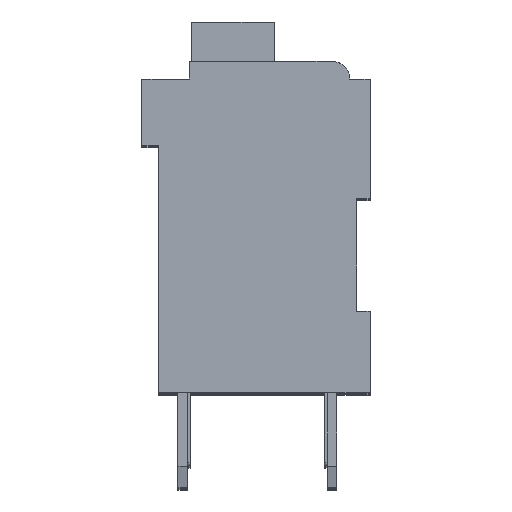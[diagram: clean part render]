
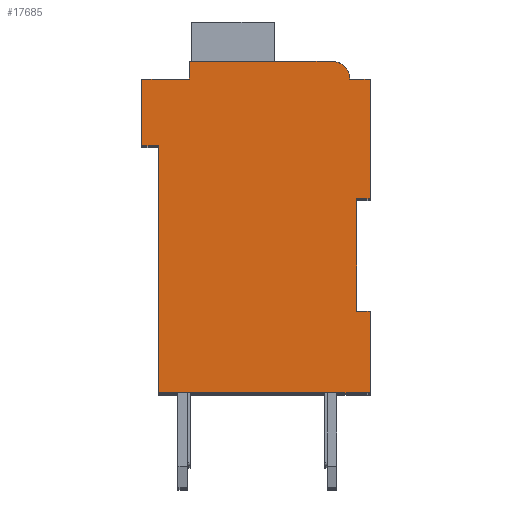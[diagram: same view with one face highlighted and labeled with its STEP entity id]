
A CAD part, top view. The second image highlights one B-rep face of the part: STEP entity #17685.
In plain terms, the highlighted planar face has unit normal (0, 0, 1).
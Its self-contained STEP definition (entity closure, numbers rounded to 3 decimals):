
#1818=DIRECTION('',(1.,0.,0.));
#1819=VECTOR('',#1818,0.5);
#1820=CARTESIAN_POINT('',(7.3,7.15,2.1));
#1821=LINE('',#1820,#1819);
#1822=DIRECTION('',(0.,1.,0.));
#1823=VECTOR('',#1822,4.15);
#1824=CARTESIAN_POINT('',(7.3,3.,2.1));
#1825=LINE('',#1824,#1823);
#1826=DIRECTION('',(-1.,0.,0.));
#1827=VECTOR('',#1826,0.5);
#1828=CARTESIAN_POINT('',(7.8,3.,2.1));
#1829=LINE('',#1828,#1827);
#1830=DIRECTION('',(0.,1.,0.));
#1831=VECTOR('',#1830,3.);
#1832=CARTESIAN_POINT('',(7.8,0.,2.1));
#1833=LINE('',#1832,#1831);
#1834=DIRECTION('',(1.,0.,0.));
#1835=VECTOR('',#1834,7.8);
#1836=CARTESIAN_POINT('',(0.,0.,2.1));
#1837=LINE('',#1836,#1835);
#1838=DIRECTION('',(0.,-1.,0.));
#1839=VECTOR('',#1838,9.1);
#1840=CARTESIAN_POINT('',(0.,9.1,2.1));
#1841=LINE('',#1840,#1839);
#1842=DIRECTION('',(1.,0.,0.));
#1843=VECTOR('',#1842,0.6);
#1844=CARTESIAN_POINT('',(-0.6,9.1,2.1));
#1845=LINE('',#1844,#1843);
#1846=DIRECTION('',(0.,-1.,0.));
#1847=VECTOR('',#1846,2.45);
#1848=CARTESIAN_POINT('',(-0.6,11.55,2.1));
#1849=LINE('',#1848,#1847);
#1850=DIRECTION('',(-1.,0.,0.));
#1851=VECTOR('',#1850,1.75);
#1852=CARTESIAN_POINT('',(1.15,11.55,2.1));
#1853=LINE('',#1852,#1851);
#1854=DIRECTION('',(0.,-1.,0.));
#1855=VECTOR('',#1854,0.65);
#1856=CARTESIAN_POINT('',(1.15,12.2,2.1));
#1857=LINE('',#1856,#1855);
#1858=DIRECTION('',(-1.,0.,0.));
#1859=VECTOR('',#1858,5.25);
#1860=CARTESIAN_POINT('',(6.4,12.2,2.1));
#1861=LINE('',#1860,#1859);
#1862=CARTESIAN_POINT('',(6.4,11.55,2.1));
#1863=DIRECTION('',(0.,0.,1.));
#1864=DIRECTION('',(1.,0.,0.));
#1865=AXIS2_PLACEMENT_3D('',#1862,#1863,#1864);
#1867=DIRECTION('',(-1.,0.,0.));
#1868=VECTOR('',#1867,0.75);
#1869=CARTESIAN_POINT('',(7.8,11.55,2.1));
#1870=LINE('',#1869,#1868);
#1871=DIRECTION('',(0.,1.,0.));
#1872=VECTOR('',#1871,4.4);
#1873=CARTESIAN_POINT('',(7.8,7.15,2.1));
#1874=LINE('',#1873,#1872);
#12171=CARTESIAN_POINT('',(7.3,7.15,2.1));
#12172=CARTESIAN_POINT('',(7.8,7.15,2.1));
#12173=VERTEX_POINT('',#12171);
#12174=VERTEX_POINT('',#12172);
#12175=CARTESIAN_POINT('',(7.8,11.55,2.1));
#12176=VERTEX_POINT('',#12175);
#12177=CARTESIAN_POINT('',(7.05,11.55,2.1));
#12178=VERTEX_POINT('',#12177);
#12179=CARTESIAN_POINT('',(6.4,12.2,2.1));
#12180=VERTEX_POINT('',#12179);
#12181=CARTESIAN_POINT('',(1.15,12.2,2.1));
#12182=VERTEX_POINT('',#12181);
#12183=CARTESIAN_POINT('',(1.15,11.55,2.1));
#12184=VERTEX_POINT('',#12183);
#12185=CARTESIAN_POINT('',(-0.6,11.55,2.1));
#12186=VERTEX_POINT('',#12185);
#12187=CARTESIAN_POINT('',(-0.6,9.1,2.1));
#12188=VERTEX_POINT('',#12187);
#12189=CARTESIAN_POINT('',(0.,9.1,2.1));
#12190=VERTEX_POINT('',#12189);
#12191=CARTESIAN_POINT('',(0.,0.,2.1));
#12192=VERTEX_POINT('',#12191);
#12193=CARTESIAN_POINT('',(7.8,0.,2.1));
#12194=VERTEX_POINT('',#12193);
#12195=CARTESIAN_POINT('',(7.8,3.,2.1));
#12196=VERTEX_POINT('',#12195);
#12197=CARTESIAN_POINT('',(7.3,3.,2.1));
#12198=VERTEX_POINT('',#12197);
#17655=CARTESIAN_POINT('',(0.,0.,2.1));
#17656=DIRECTION('',(0.,0.,1.));
#17657=DIRECTION('',(1.,0.,0.));
#17658=AXIS2_PLACEMENT_3D('',#17655,#17656,#17657);
#17659=PLANE('',#17658);
#17660=ORIENTED_EDGE('',*,*,#15988,.F.);
#17661=ORIENTED_EDGE('',*,*,#16610,.F.);
#17663=ORIENTED_EDGE('',*,*,#17662,.F.);
#17665=ORIENTED_EDGE('',*,*,#17664,.F.);
#17666=ORIENTED_EDGE('',*,*,#16959,.F.);
#17667=ORIENTED_EDGE('',*,*,#16844,.F.);
#17669=ORIENTED_EDGE('',*,*,#17668,.F.);
#17671=ORIENTED_EDGE('',*,*,#17670,.F.);
#17673=ORIENTED_EDGE('',*,*,#17672,.F.);
#17675=ORIENTED_EDGE('',*,*,#17674,.F.);
#17677=ORIENTED_EDGE('',*,*,#17676,.F.);
#17679=ORIENTED_EDGE('',*,*,#17678,.F.);
#17681=ORIENTED_EDGE('',*,*,#17680,.F.);
#17682=ORIENTED_EDGE('',*,*,#16326,.F.);
#17683=EDGE_LOOP('',(#17660,#17661,#17663,#17665,#17666,#17667,#17669,#17671,
#17673,#17675,#17677,#17679,#17681,#17682));
#17684=FACE_OUTER_BOUND('',#17683,.F.);
#1866=CIRCLE('',#1865,0.65);
#15988=EDGE_CURVE('',#12173,#12174,#1821,.T.);
#16326=EDGE_CURVE('',#12174,#12176,#1874,.T.);
#16610=EDGE_CURVE('',#12198,#12173,#1825,.T.);
#16844=EDGE_CURVE('',#12190,#12192,#1841,.T.);
#16959=EDGE_CURVE('',#12192,#12194,#1837,.T.);
#17662=EDGE_CURVE('',#12196,#12198,#1829,.T.);
#17664=EDGE_CURVE('',#12194,#12196,#1833,.T.);
#17668=EDGE_CURVE('',#12188,#12190,#1845,.T.);
#17670=EDGE_CURVE('',#12186,#12188,#1849,.T.);
#17672=EDGE_CURVE('',#12184,#12186,#1853,.T.);
#17674=EDGE_CURVE('',#12182,#12184,#1857,.T.);
#17676=EDGE_CURVE('',#12180,#12182,#1861,.T.);
#17678=EDGE_CURVE('',#12178,#12180,#1866,.T.);
#17680=EDGE_CURVE('',#12176,#12178,#1870,.T.);
#17685=ADVANCED_FACE('',(#17684),#17659,.T.);
